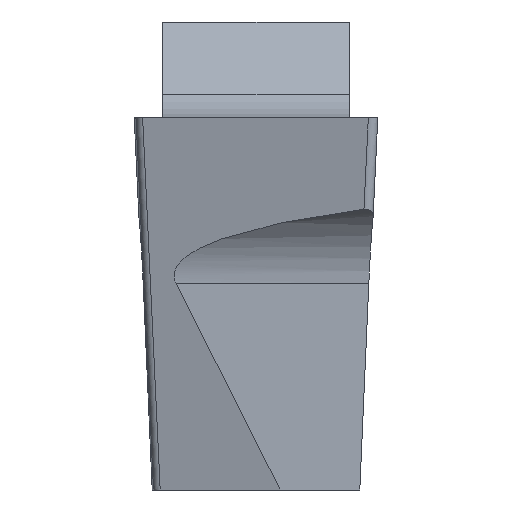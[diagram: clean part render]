
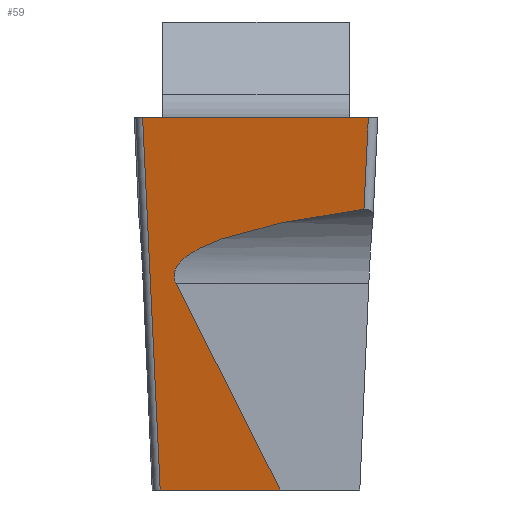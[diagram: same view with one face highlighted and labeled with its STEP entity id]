
A CAD part, front view. The second image highlights one B-rep face of the part: STEP entity #59.
In plain terms, the highlighted planar face has unit normal (-0.173, -0.981, -0.087).
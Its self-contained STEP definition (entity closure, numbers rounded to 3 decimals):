
#59=ADVANCED_FACE('I235_3D2C_HEAD_LEFT_SU2',(#111),#91,.F.);
#91=PLANE('',#682);
#111=FACE_OUTER_BOUND('',#143,.T.);
#143=EDGE_LOOP('',(#215,#216,#217,#218,#219,#220));
#176=ELLIPSE('',#681,6.359,1.1);
#215=ORIENTED_EDGE('',*,*,#452,.F.);
#216=ORIENTED_EDGE('',*,*,#453,.T.);
#217=ORIENTED_EDGE('',*,*,#454,.T.);
#218=ORIENTED_EDGE('',*,*,#455,.F.);
#219=ORIENTED_EDGE('',*,*,#456,.T.);
#220=ORIENTED_EDGE('',*,*,#431,.T.);
#371=VERTEX_POINT('',#912);
#372=VERTEX_POINT('',#914);
#389=VERTEX_POINT('',#962);
#390=VERTEX_POINT('',#964);
#391=VERTEX_POINT('',#966);
#392=VERTEX_POINT('',#968);
#431=EDGE_CURVE('',#372,#371,#518,.T.);
#452=EDGE_CURVE('',#389,#371,#533,.T.);
#453=EDGE_CURVE('',#389,#390,#176,.T.);
#454=EDGE_CURVE('',#390,#391,#534,.T.);
#455=EDGE_CURVE('',#392,#391,#535,.T.);
#456=EDGE_CURVE('',#392,#372,#536,.T.);
#518=LINE('',#913,#576);
#533=LINE('',#961,#591);
#534=LINE('',#965,#592);
#535=LINE('',#967,#593);
#536=LINE('',#969,#594);
#576=VECTOR('',#729,1.);
#591=VECTOR('',#760,1.);
#592=VECTOR('',#763,1.);
#593=VECTOR('',#764,1.);
#594=VECTOR('',#765,1.);
#681=AXIS2_PLACEMENT_3D('',#963,#761,#762);
#682=AXIS2_PLACEMENT_3D('',#970,#766,#767);
#729=DIRECTION('',(0.985,-0.174,0.));
#760=DIRECTION('',(0.45,0.,-0.893));
#761=DIRECTION('',(0.173,0.981,0.087));
#762=DIRECTION('',(-0.985,0.172,0.015));
#763=DIRECTION('',(0.048,-0.097,0.994));
#764=DIRECTION('',(0.985,-0.174,0.));
#765=DIRECTION('',(0.047,0.08,-0.996));
#766=DIRECTION('',(0.173,0.981,0.087));
#767=DIRECTION('',(-0.048,0.097,-0.994));
#912=CARTESIAN_POINT('',(0.297,0.25,-4.582));
#913=CARTESIAN_POINT('',(0.01,0.301,-4.582));
#914=CARTESIAN_POINT('',(-1.18,0.51,-4.582));
#961=CARTESIAN_POINT('',(-0.401,0.25,-3.196));
#962=CARTESIAN_POINT('',(-0.984,0.25,-2.04));
#963=CARTESIAN_POINT('',(5.255,-0.85,-2.04));
#964=CARTESIAN_POINT('',(1.329,-0.239,-1.125));
#965=CARTESIAN_POINT('',(1.274,-0.126,-2.283));
#966=CARTESIAN_POINT('',(1.383,-0.349,0.));
#967=CARTESIAN_POINT('',(0.012,-0.107,0.));
#968=CARTESIAN_POINT('',(-1.396,0.142,0.));
#969=CARTESIAN_POINT('',(-1.284,0.333,-2.379));
#970=CARTESIAN_POINT('',(1.395,-0.147,-2.291));
